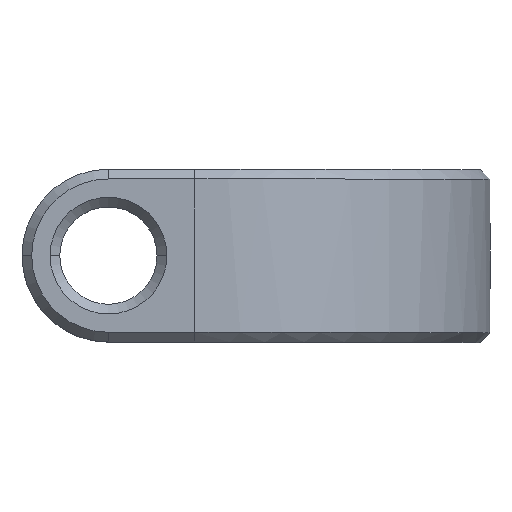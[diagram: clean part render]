
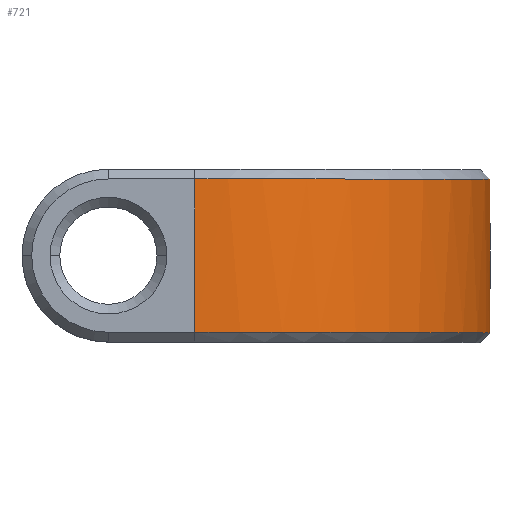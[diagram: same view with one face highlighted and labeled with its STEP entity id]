
A CAD part, top view. The second image highlights one B-rep face of the part: STEP entity #721.
In plain terms, the highlighted free-form (B-spline) face has degree [3, 1] with [4, 2] control points.
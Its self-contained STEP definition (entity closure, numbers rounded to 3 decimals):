
#6 =( BOUNDED_SURFACE ( )  B_SPLINE_SURFACE ( 3, 1, ( 
 ( #1712, #606 ),
 ( #1875, #1001 ),
 ( #1151, #1683 ),
 ( #1726, #273 ) ),
 .UNSPECIFIED., .F., .F., .F. ) 
 B_SPLINE_SURFACE_WITH_KNOTS ( ( 4, 4 ),
 ( 2, 2 ),
 ( 0., 1. ),
 ( 0., 1. ),
 .UNSPECIFIED. ) 
 GEOMETRIC_REPRESENTATION_ITEM ( )  RATIONAL_B_SPLINE_SURFACE ( (
 ( 1., 1.),
 ( 0.805, 0.805),
 ( 0.805, 0.805),
 ( 1., 1.) ) ) 
 REPRESENTATION_ITEM ( '' )  SURFACE ( )  );
#34 = ORIENTED_EDGE ( 'NONE', *, *, #250, .T. ) ;
#41 = EDGE_CURVE ( 'NONE', #177, #1828, #420, .T. ) ;
#42 = CARTESIAN_POINT ( 'NONE',  ( 31.38, -6.309, 7.109 ) ) ;
#112 = EDGE_LOOP ( 'NONE', ( #34, #1204, #2190, #1859 ) ) ;
#177 = VERTEX_POINT ( 'NONE', #2219 ) ;
#221 = EDGE_CURVE ( 'NONE', #246, #1828, #956, .T. ) ;
#246 = VERTEX_POINT ( 'NONE', #2092 ) ;
#250 = EDGE_CURVE ( 'NONE', #1776, #177, #2104, .T. ) ;
#273 = CARTESIAN_POINT ( 'NONE',  ( 31.38, -6.309, 7.109 ) ) ;
#333 = DIRECTION ( 'NONE',  ( 0., -1., 0. ) ) ;
#420 =( BOUNDED_CURVE ( )  B_SPLINE_CURVE ( 3, ( #1662, #771, #1320, #42 ),
 .UNSPECIFIED., .F., .F. ) 
 B_SPLINE_CURVE_WITH_KNOTS ( ( 4, 4 ),
 ( 0., 1. ),
 .UNSPECIFIED. ) 
 CURVE ( )  GEOMETRIC_REPRESENTATION_ITEM ( )  RATIONAL_B_SPLINE_CURVE ( ( 1., 0.805, 0.805, 1. ) ) 
 REPRESENTATION_ITEM ( '' )  );
#606 = CARTESIAN_POINT ( 'NONE',  ( 7.109, -6.309, 34.32 ) ) ;
#643 = CARTESIAN_POINT ( 'NONE',  ( 21.326, 6.309, 34.32 ) ) ;
#721 = ADVANCED_FACE ( 'NONE', ( #1332 ), #6, .F. ) ;
#771 = CARTESIAN_POINT ( 'NONE',  ( 21.326, -6.309, 34.32 ) ) ;
#956 = LINE ( 'NONE', #968, #1658 ) ;
#968 = CARTESIAN_POINT ( 'NONE',  ( 31.38, 7.109, 7.109 ) ) ;
#1001 = CARTESIAN_POINT ( 'NONE',  ( 21.326, -6.309, 34.32 ) ) ;
#1151 = CARTESIAN_POINT ( 'NONE',  ( 31.38, 6.309, 23.049 ) ) ;
#1163 = CARTESIAN_POINT ( 'NONE',  ( 7.109, 7.109, 34.32 ) ) ;
#1193 = CARTESIAN_POINT ( 'NONE',  ( 31.38, 6.309, 23.049 ) ) ;
#1204 = ORIENTED_EDGE ( 'NONE', *, *, #41, .T. ) ;
#1250 = VECTOR ( 'NONE', #333, 1000. ) ;
#1276 = CARTESIAN_POINT ( 'NONE',  ( 31.38, -6.309, 7.109 ) ) ;
#1320 = CARTESIAN_POINT ( 'NONE',  ( 31.38, -6.309, 23.049 ) ) ;
#1332 = FACE_OUTER_BOUND ( 'NONE', #112, .T. ) ;
#1365 = CARTESIAN_POINT ( 'NONE',  ( 7.109, 6.309, 34.32 ) ) ;
#1419 = CARTESIAN_POINT ( 'NONE',  ( 7.109, 6.309, 34.32 ) ) ;
#1447 = EDGE_CURVE ( 'NONE', #246, #1776, #1699, .T. ) ;
#1658 = VECTOR ( 'NONE', #2016, 1000. ) ;
#1662 = CARTESIAN_POINT ( 'NONE',  ( 7.109, -6.309, 34.32 ) ) ;
#1683 = CARTESIAN_POINT ( 'NONE',  ( 31.38, -6.309, 23.049 ) ) ;
#1699 =( BOUNDED_CURVE ( )  B_SPLINE_CURVE ( 3, ( #2067, #1193, #643, #1365 ),
 .UNSPECIFIED., .F., .F. ) 
 B_SPLINE_CURVE_WITH_KNOTS ( ( 4, 4 ),
 ( 0., 1. ),
 .UNSPECIFIED. ) 
 CURVE ( )  GEOMETRIC_REPRESENTATION_ITEM ( )  RATIONAL_B_SPLINE_CURVE ( ( 1., 0.805, 0.805, 1. ) ) 
 REPRESENTATION_ITEM ( '' )  );
#1712 = CARTESIAN_POINT ( 'NONE',  ( 7.109, 6.309, 34.32 ) ) ;
#1726 = CARTESIAN_POINT ( 'NONE',  ( 31.38, 6.309, 7.109 ) ) ;
#1776 = VERTEX_POINT ( 'NONE', #1419 ) ;
#1828 = VERTEX_POINT ( 'NONE', #1276 ) ;
#1859 = ORIENTED_EDGE ( 'NONE', *, *, #1447, .T. ) ;
#1875 = CARTESIAN_POINT ( 'NONE',  ( 21.326, 6.309, 34.32 ) ) ;
#2016 = DIRECTION ( 'NONE',  ( 0., -1., 0. ) ) ;
#2067 = CARTESIAN_POINT ( 'NONE',  ( 31.38, 6.309, 7.109 ) ) ;
#2092 = CARTESIAN_POINT ( 'NONE',  ( 31.38, 6.309, 7.109 ) ) ;
#2104 = LINE ( 'NONE', #1163, #1250 ) ;
#2190 = ORIENTED_EDGE ( 'NONE', *, *, #221, .F. ) ;
#2219 = CARTESIAN_POINT ( 'NONE',  ( 7.109, -6.309, 34.32 ) ) ;
